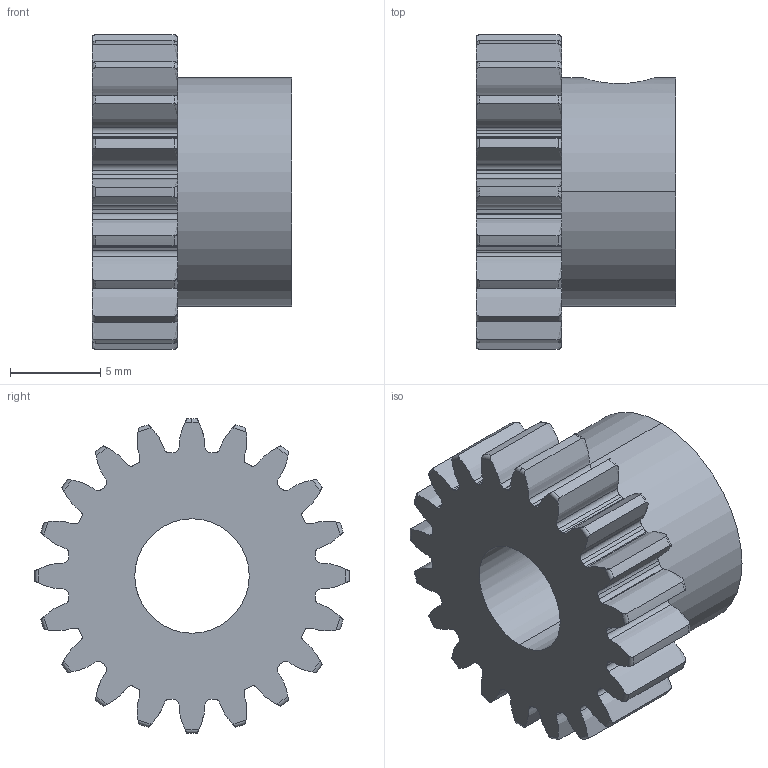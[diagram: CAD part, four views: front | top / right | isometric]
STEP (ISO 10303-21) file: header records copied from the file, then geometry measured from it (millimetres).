
FILE_DESCRIPTION (( 'STEP AP203' ), '1' );
FILE_NAME ('615246.STEP', '2014-09-24T15:37:47', ( 'Kyle' ), ( 'Microsoft' ), 'SwSTEP 2.0', 'SolidWorks 2014', '' );
FILE_SCHEMA (( 'CONFIG_CONTROL_DESIGN' ));
Length unit declared in the file: inch
Products named in the file (1): 615246
Bounding box: 11.1 x 17.46 x 17.46 mm (x, y, z)
Volume: 1333.8 mm3; surface area: 1279.9 mm2
Topology: 1 solids, 1 shells, 181 faces, 534 edges, 356 vertices
Faces by surface type: cylinder 96, torus 42, bspline 40, plane 3
Entity records: 8015 total; most frequent: CARTESIAN_POINT 3306, ORIENTED_EDGE 1068, DIRECTION 888, EDGE_CURVE 534, AXIS2_PLACEMENT_3D 376, VERTEX_POINT 356, CIRCLE 234, EDGE_LOOP 186
